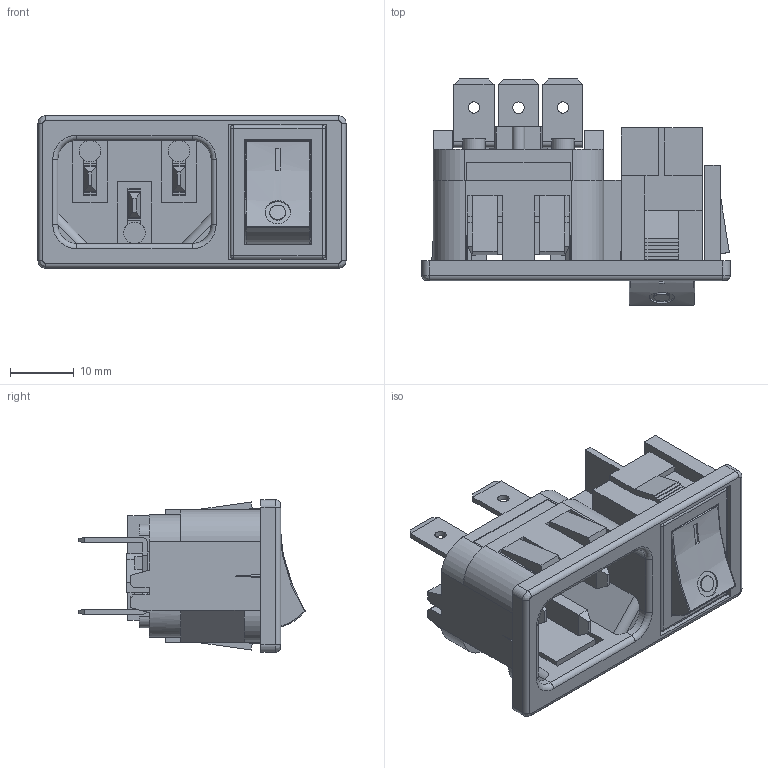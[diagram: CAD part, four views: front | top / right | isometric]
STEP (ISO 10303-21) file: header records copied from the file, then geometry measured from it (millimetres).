
FILE_DESCRIPTION (( 'STEP AP214' ), '1' );
FILE_NAME ('ACM-C4-N15Q4RL-LC_3D.step', '2023-10-17T07:19:38', ( '' ), ( '' ), 'SwSTEP 2.0', 'SolidWorks 2022', '' );
FILE_SCHEMA (( 'AUTOMOTIVE_DESIGN' ));
Length unit declared in the file: millimetre
Products named in the file (1): ACM-C4-N15Q4RL-LC_3D
Bounding box: 48.5 x 35.57 x 24 mm (x, y, z)
Volume: 10951.9 mm3; surface area: 11166.6 mm2
Topology: 8 solids, 8 shells, 544 faces, 1514 edges, 971 vertices
Faces by surface type: plane 414, cylinder 102, bspline 10, torus 10, sphere 8
Entity records: 17649 total; most frequent: CARTESIAN_POINT 3461, ORIENTED_EDGE 3016, DIRECTION 2785, EDGE_CURVE 1508, LINE 1257, VECTOR 1257, VERTEX_POINT 971, AXIS2_PLACEMENT_3D 764
